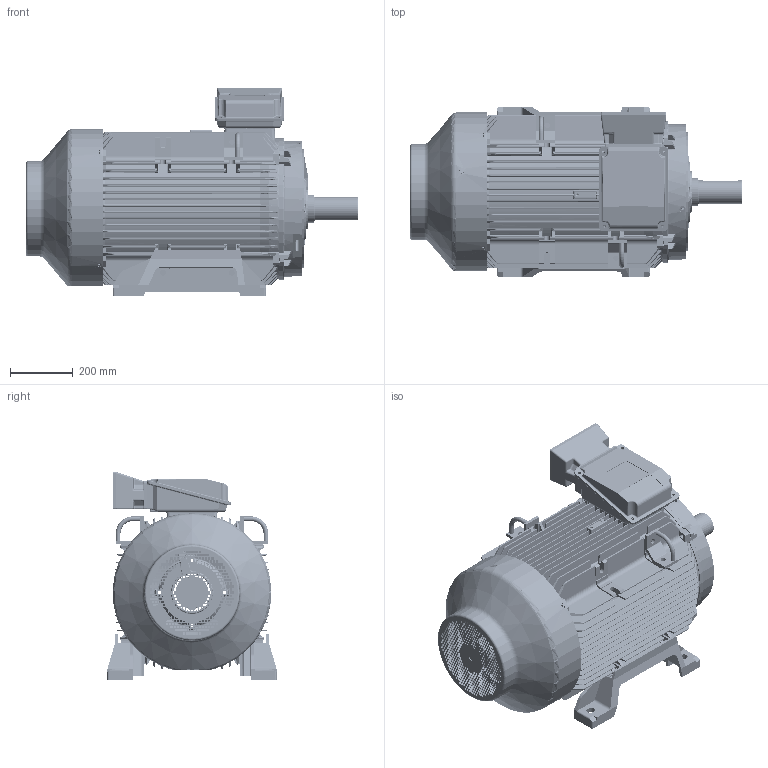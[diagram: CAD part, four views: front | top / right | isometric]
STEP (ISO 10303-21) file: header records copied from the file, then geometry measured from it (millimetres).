
FILE_DESCRIPTION( ( 'Unknown' ), '1' );
FILE_NAME( 'WP-DF280ME B3 4P.stp', 'Unknown', ( 'Unknown' ), ( 'Unknown' ), 'PSStep 17.0.49', 'Unknown', ' ' );
FILE_SCHEMA( ( 'AUTOMOTIVE_DESIGN { 1 0 10303 214 1 1 1 1 }' ) );
Length unit declared in the file: millimetre
Products named in the file (3): w4ffm_sm
Bounding box: 1062.22 x 542 x 666.5 mm (x, y, z)
Volume: 35188559.3 mm3; surface area: 7424444.1 mm2
Topology: 3 solids, 5 shells, 7908 faces, 21175 edges, 13103 vertices
Faces by surface type: plane 3508, cylinder 1901, bspline 1451, torus 463, cone 308, sphere 277
Full cylindrical faces by diameter (mm): 5 x4, 5.188 x2, 6.985 x9, 8 x9, 8.782 x1, 8.985 x2, 10 x20, 11.979 x1, 14.188 x20, 15 x9, 17 x4, 17.5 x1, 19 x16, 20 x2, 21 x1, 75.02 x1, 85.05 x1, 86.325 x2, 87.98 x2, 89.98 x2, 90.019 x2, 99.01 x2, 100.23 x1, 105 x1, 120 x2, 190 x2, 228 x2, 303 x1, 306.2 x1, 380 x2
Entity records: 496727 total; most frequent: CARTESIAN_POINT 246003, ORIENTED_EDGE 41260, DIRECTION 35805, EDGE_CURVE 20630, VERTEX_POINT 12939, AXIS2_PLACEMENT_3D 12388, LINE 11029, VECTOR 11029
